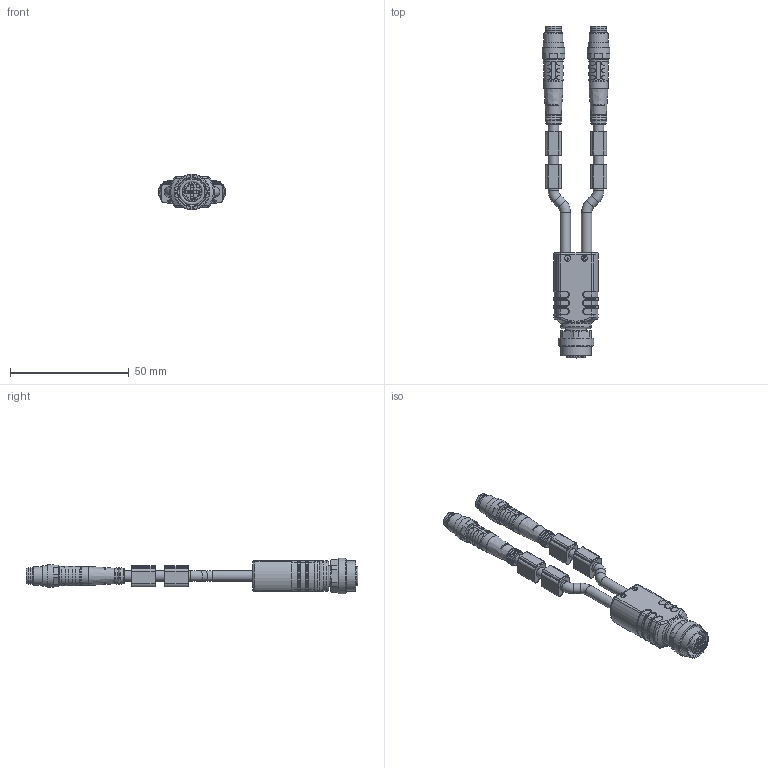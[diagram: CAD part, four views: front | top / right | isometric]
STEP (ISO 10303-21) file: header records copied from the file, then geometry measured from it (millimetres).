
FILE_DESCRIPTION(/* description */ (''),/* implementation_level */ '2;1');
FILE_NAME(/* name */ 'YK-FK4M12-2AL-SSP3-m_m.stp',/* time_stamp */ '2016-11-15T10:15:11+01:00',/* author */ (''),/* organization */ (''),/* preprocessor_version */ 'ST-DEVELOPER v16',/* originating_system */ 'SIEMENS PLM Software NX 10.0',/* authorisation */ '');
FILE_SCHEMA (('AUTOMOTIVE_DESIGN { 1 0 10303 214 3 1 1 1 }'));
Length unit declared in the file: millimetre
Products named in the file (1): YK-FK4M12-2AL-SSP3-m_m
Bounding box: 28.6 x 139.84 x 15 mm (x, y, z)
Volume: 15001.4 mm3; surface area: 9089.3 mm2
Topology: 1 solids, 1 shells, 786 faces, 2027 edges, 1304 vertices
Faces by surface type: cylinder 302, plane 276, torus 73, extrusion 60, cone 43, bspline 18, sphere 14
Full cylindrical faces by diameter (mm): 1 x6, 1.15 x4, 2.5 x4, 4.4 x10, 5.8 x2, 5.9 x2, 6.5 x2, 6.501 x8, 6.9 x2, 8 x4, 8.4 x2, 8.7 x1, 8.8 x2, 9.6 x2, 10.95 x1, 12.3 x1, 12.8 x1, 13 x1, 15 x1
Entity records: 27661 total; most frequent: CARTESIAN_POINT 9326, DIRECTION 3767, ORIENTED_EDGE 3700, EDGE_CURVE 1850, AXIS2_PLACEMENT_3D 1438, VERTEX_POINT 1241, EDGE_LOOP 971, VECTOR 891
